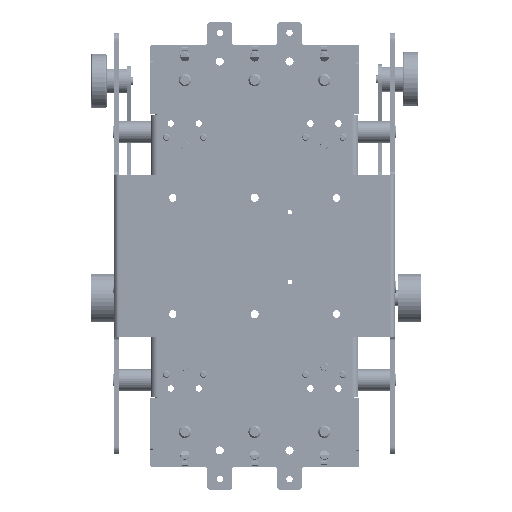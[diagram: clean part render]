
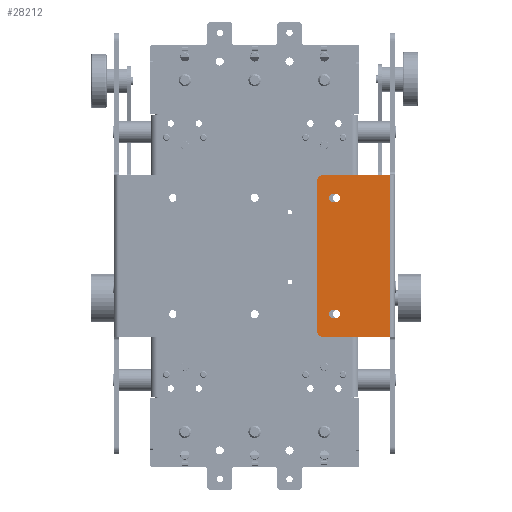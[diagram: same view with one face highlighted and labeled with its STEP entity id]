
A CAD part, front view. The second image highlights one B-rep face of the part: STEP entity #28212.
In plain terms, the highlighted planar face has unit normal (0, -1, 0).
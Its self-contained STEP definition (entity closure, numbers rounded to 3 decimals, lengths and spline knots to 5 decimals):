
#26026=DIRECTION('',(0.,0.,1.));
#26027=VECTOR('',#26026,0.002);
#26028=CARTESIAN_POINT('',(0.0349,0.,0.038));
#26029=LINE('',#26028,#26027);
#26030=CARTESIAN_POINT('',(0.0375,0.,0.038));
#26031=DIRECTION('',(0.,1.,0.));
#26032=DIRECTION('',(0.,0.,-1.));
#26033=AXIS2_PLACEMENT_3D('',#26030,#26031,#26032);
#26035=CARTESIAN_POINT('',(0.0375,0.,0.038));
#26036=DIRECTION('',(0.,1.,0.));
#26037=DIRECTION('',(1.,0.,0.));
#26038=AXIS2_PLACEMENT_3D('',#26035,#26036,#26037);
#26040=DIRECTION('',(0.,0.,-1.));
#26041=VECTOR('',#26040,0.002);
#26042=CARTESIAN_POINT('',(0.0401,0.,0.04));
#26043=LINE('',#26042,#26041);
#26044=CARTESIAN_POINT('',(0.0375,0.,0.04));
#26045=DIRECTION('',(0.,1.,0.));
#26046=DIRECTION('',(0.,0.,1.));
#26047=AXIS2_PLACEMENT_3D('',#26044,#26045,#26046);
#26049=CARTESIAN_POINT('',(0.0375,0.,0.04));
#26050=DIRECTION('',(0.,1.,0.));
#26051=DIRECTION('',(-1.,0.,0.));
#26052=AXIS2_PLACEMENT_3D('',#26049,#26050,#26051);
#26054=DIRECTION('',(0.,0.,-1.));
#26055=VECTOR('',#26054,0.002);
#26056=CARTESIAN_POINT('',(-0.0349,0.,0.04));
#26057=LINE('',#26056,#26055);
#26058=CARTESIAN_POINT('',(-0.0375,0.,0.04));
#26059=DIRECTION('',(0.,1.,0.));
#26060=DIRECTION('',(0.,0.,1.));
#26061=AXIS2_PLACEMENT_3D('',#26058,#26059,#26060);
#26063=CARTESIAN_POINT('',(-0.0375,0.,0.04));
#26064=DIRECTION('',(0.,1.,0.));
#26065=DIRECTION('',(-1.,0.,0.));
#26066=AXIS2_PLACEMENT_3D('',#26063,#26064,#26065);
#26068=DIRECTION('',(0.,0.,1.));
#26069=VECTOR('',#26068,0.002);
#26070=CARTESIAN_POINT('',(-0.0401,0.,0.038));
#26071=LINE('',#26070,#26069);
#26072=CARTESIAN_POINT('',(-0.0375,0.,0.038));
#26073=DIRECTION('',(0.,1.,0.));
#26074=DIRECTION('',(0.,0.,-1.));
#26075=AXIS2_PLACEMENT_3D('',#26072,#26073,#26074);
#26077=CARTESIAN_POINT('',(-0.0375,0.,0.038));
#26078=DIRECTION('',(0.,1.,0.));
#26079=DIRECTION('',(1.,0.,0.));
#26080=AXIS2_PLACEMENT_3D('',#26077,#26078,#26079);
#26082=CARTESIAN_POINT('',(-0.0475,0.,0.0455));
#26083=DIRECTION('',(0.,-1.,0.));
#26084=DIRECTION('',(0.,0.,1.));
#26085=AXIS2_PLACEMENT_3D('',#26082,#26083,#26084);
#26087=DIRECTION('',(-1.,0.,0.));
#26088=VECTOR('',#26087,0.095);
#26089=CARTESIAN_POINT('',(0.0475,0.,0.0505));
#26090=LINE('',#26089,#26088);
#26091=CARTESIAN_POINT('',(0.0475,0.,0.0455));
#26092=DIRECTION('',(0.,-1.,0.));
#26093=DIRECTION('',(1.,0.,0.));
#26094=AXIS2_PLACEMENT_3D('',#26091,#26092,#26093);
#26096=DIRECTION('',(0.,0.,1.));
#26097=VECTOR('',#26096,0.0425);
#26098=CARTESIAN_POINT('',(0.0525,0.,0.003));
#26099=LINE('',#26098,#26097);
#26214=DIRECTION('',(0.,0.,1.));
#26215=VECTOR('',#26214,0.0425);
#26216=CARTESIAN_POINT('',(-0.0525,0.,0.003));
#26217=LINE('',#26216,#26215);
#26335=DIRECTION('',(-1.,0.,0.));
#26336=VECTOR('',#26335,0.105);
#26337=CARTESIAN_POINT('',(0.0525,0.,0.003));
#26338=LINE('',#26337,#26336);
#26474=CARTESIAN_POINT('',(-0.0525,0.,0.003));
#26476=VERTEX_POINT('',#26474);
#26479=CARTESIAN_POINT('',(0.0525,0.,0.003));
#26480=VERTEX_POINT('',#26479);
#26481=CARTESIAN_POINT('',(0.0401,0.,0.038));
#26483=VERTEX_POINT('',#26481);
#26489=CARTESIAN_POINT('',(0.0375,0.,0.0354));
#26490=CARTESIAN_POINT('',(0.0349,0.,0.038));
#26491=VERTEX_POINT('',#26489);
#26492=VERTEX_POINT('',#26490);
#26494=CARTESIAN_POINT('',(0.0401,0.,0.04));
#26496=VERTEX_POINT('',#26494);
#26501=CARTESIAN_POINT('',(0.0375,0.,0.0426));
#26502=VERTEX_POINT('',#26501);
#26503=CARTESIAN_POINT('',(0.0349,0.,0.04));
#26504=VERTEX_POINT('',#26503);
#26517=CARTESIAN_POINT('',(-0.0375,0.,0.0354));
#26518=CARTESIAN_POINT('',(-0.0401,0.,0.038));
#26519=VERTEX_POINT('',#26517);
#26520=VERTEX_POINT('',#26518);
#26521=CARTESIAN_POINT('',(-0.0349,0.,0.038));
#26522=VERTEX_POINT('',#26521);
#26523=CARTESIAN_POINT('',(-0.0401,0.,0.04));
#26524=VERTEX_POINT('',#26523);
#26525=CARTESIAN_POINT('',(-0.0375,0.,0.0426));
#26526=CARTESIAN_POINT('',(-0.0349,0.,0.04));
#26527=VERTEX_POINT('',#26525);
#26528=VERTEX_POINT('',#26526);
#26533=CARTESIAN_POINT('',(0.0475,0.,0.0505));
#26534=CARTESIAN_POINT('',(-0.0475,0.,0.0505));
#26535=VERTEX_POINT('',#26533);
#26536=VERTEX_POINT('',#26534);
#26809=CARTESIAN_POINT('',(0.0525,0.,0.0455));
#26810=VERTEX_POINT('',#26809);
#26811=CARTESIAN_POINT('',(-0.0525,0.,0.0455));
#26812=VERTEX_POINT('',#26811);
#28166=CARTESIAN_POINT('',(-0.0525,0.,0.003));
#28167=DIRECTION('',(0.,1.,0.));
#28168=DIRECTION('',(0.,0.,1.));
#28169=AXIS2_PLACEMENT_3D('',#28166,#28167,#28168);
#28170=PLANE('',#28169);
#28172=ORIENTED_EDGE('',*,*,#28171,.T.);
#28174=ORIENTED_EDGE('',*,*,#28173,.F.);
#28176=ORIENTED_EDGE('',*,*,#28175,.F.);
#28178=ORIENTED_EDGE('',*,*,#28177,.F.);
#28179=ORIENTED_EDGE('',*,*,#28144,.F.);
#28181=ORIENTED_EDGE('',*,*,#28180,.T.);
#28182=EDGE_LOOP('',(#28172,#28174,#28176,#28178,#28179,#28181));
#28183=FACE_OUTER_BOUND('',#28182,.F.);
#28185=ORIENTED_EDGE('',*,*,#28184,.F.);
#28187=ORIENTED_EDGE('',*,*,#28186,.F.);
#28189=ORIENTED_EDGE('',*,*,#28188,.F.);
#28191=ORIENTED_EDGE('',*,*,#28190,.F.);
#28193=ORIENTED_EDGE('',*,*,#28192,.F.);
#28195=ORIENTED_EDGE('',*,*,#28194,.F.);
#28196=EDGE_LOOP('',(#28185,#28187,#28189,#28191,#28193,#28195));
#28197=FACE_BOUND('',#28196,.F.);
#28199=ORIENTED_EDGE('',*,*,#28198,.F.);
#28201=ORIENTED_EDGE('',*,*,#28200,.F.);
#28203=ORIENTED_EDGE('',*,*,#28202,.F.);
#28205=ORIENTED_EDGE('',*,*,#28204,.F.);
#28207=ORIENTED_EDGE('',*,*,#28206,.F.);
#28209=ORIENTED_EDGE('',*,*,#28208,.F.);
#28210=EDGE_LOOP('',(#28199,#28201,#28203,#28205,#28207,#28209));
#28211=FACE_BOUND('',#28210,.F.);
#28212=ADVANCED_FACE('',(#28183,#28197,#28211),#28170,.F.);
#26034=CIRCLE('',#26033,0.0026);
#26039=CIRCLE('',#26038,0.0026);
#26048=CIRCLE('',#26047,0.0026);
#26053=CIRCLE('',#26052,0.0026);
#26062=CIRCLE('',#26061,0.0026);
#26067=CIRCLE('',#26066,0.0026);
#26076=CIRCLE('',#26075,0.0026);
#26081=CIRCLE('',#26080,0.0026);
#26086=CIRCLE('',#26085,0.005);
#26095=CIRCLE('',#26094,0.005);
#28144=EDGE_CURVE('',#26480,#26810,#26099,.T.);
#28171=EDGE_CURVE('',#26476,#26812,#26217,.T.);
#28173=EDGE_CURVE('',#26536,#26812,#26086,.T.);
#28175=EDGE_CURVE('',#26535,#26536,#26090,.T.);
#28177=EDGE_CURVE('',#26810,#26535,#26095,.T.);
#28180=EDGE_CURVE('',#26480,#26476,#26338,.T.);
#28184=EDGE_CURVE('',#26528,#26522,#26057,.T.);
#28186=EDGE_CURVE('',#26527,#26528,#26062,.T.);
#28188=EDGE_CURVE('',#26524,#26527,#26067,.T.);
#28190=EDGE_CURVE('',#26520,#26524,#26071,.T.);
#28192=EDGE_CURVE('',#26519,#26520,#26076,.T.);
#28194=EDGE_CURVE('',#26522,#26519,#26081,.T.);
#28198=EDGE_CURVE('',#26492,#26504,#26029,.T.);
#28200=EDGE_CURVE('',#26491,#26492,#26034,.T.);
#28202=EDGE_CURVE('',#26483,#26491,#26039,.T.);
#28204=EDGE_CURVE('',#26496,#26483,#26043,.T.);
#28206=EDGE_CURVE('',#26502,#26496,#26048,.T.);
#28208=EDGE_CURVE('',#26504,#26502,#26053,.T.);
